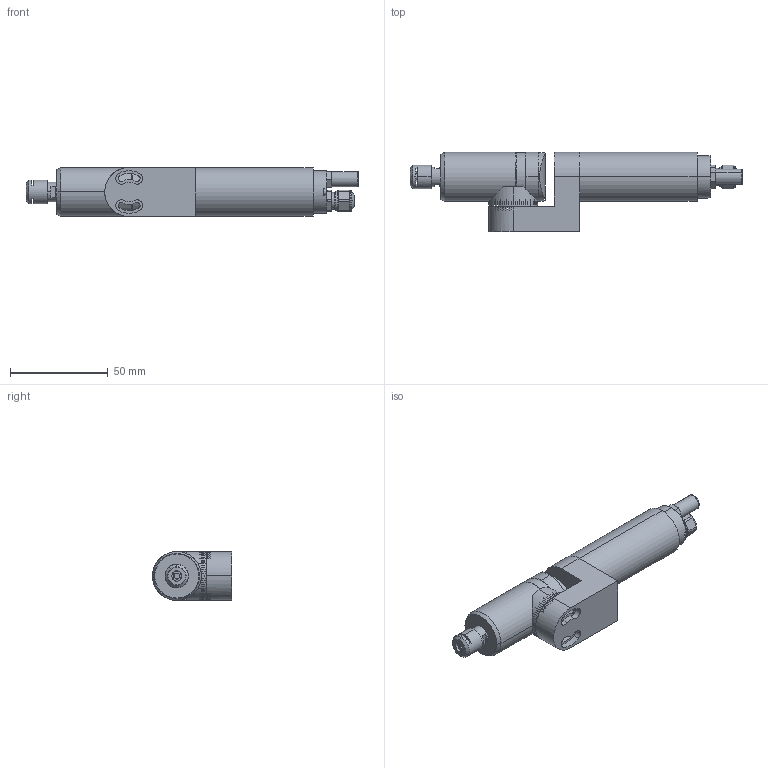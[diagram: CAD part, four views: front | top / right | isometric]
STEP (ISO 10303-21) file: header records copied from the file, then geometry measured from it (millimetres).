
FILE_DESCRIPTION (( 'STEP AP203' ), '1' );
FILE_NAME ('025S060PS-95-.STEP', '2012-04-24T14:03:32', ( 'FM10CAD1' ), ( 'IBAG Switzerland AG' ), 'SwSTEP 2.0', 'SolidWorks 2010', '' );
FILE_SCHEMA (( 'CONFIG_CONTROL_DESIGN' ));
Length unit declared in the file: millimetre
Products named in the file (1): 025S060PS-95-
Bounding box: 169.78 x 40.5 x 25 mm (x, y, z)
Surface area: 21763.6 mm2 (no closed solid volume)
Topology: 0 solids, 24 shells, 276 faces, 1523 edges, 1167 vertices
Faces by surface type: plane 127, cylinder 109, cone 24, torus 16
Entity records: 15462 total; most frequent: CARTESIAN_POINT 3345, DIRECTION 2704, ORIENTED_EDGE 2142, EDGE_CURVE 1519, VERTEX_POINT 1167, AXIS2_PLACEMENT_3D 956, VECTOR 792, LINE 792
